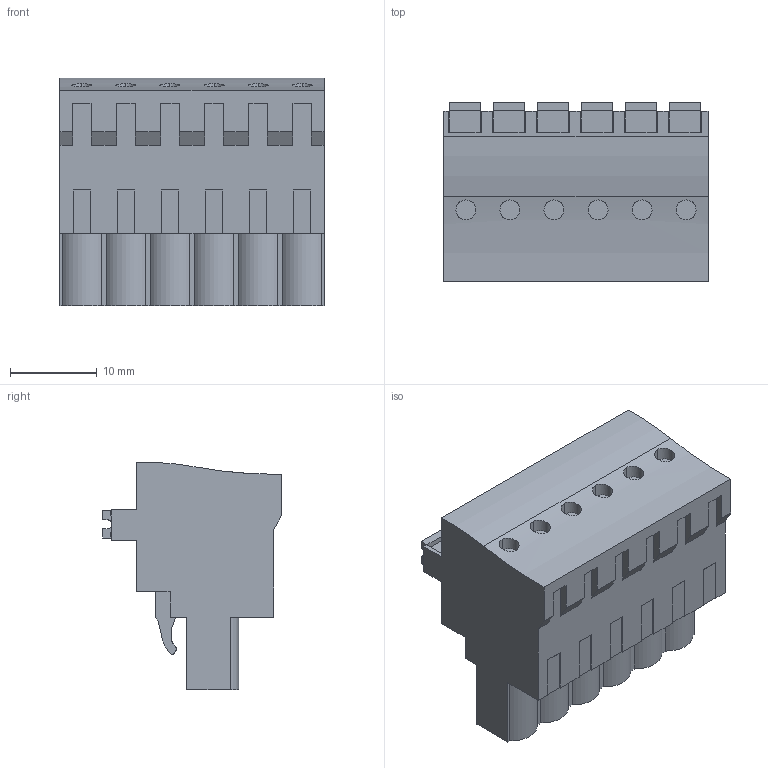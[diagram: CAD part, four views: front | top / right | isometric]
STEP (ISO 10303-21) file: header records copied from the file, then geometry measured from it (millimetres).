
FILE_DESCRIPTION(('CATIA V5 STEP Exchange','CAx-IF Rec.Pracs.--- Model Styling and Organization---1.2---2011-12-15'),'2;1');
FILE_NAME ('D1446260_0_1001570000_1001570000.stp','2017-09-08T11:46:38+00:00',('none'),('Weidmueller'),'CATIA Version 5-6 Release 2014','CATIA V5 STEP AP214','none');
FILE_SCHEMA(('AUTOMOTIVE_DESIGN { 1 0 10303 214 1 1 1 1 }'));
Length unit declared in the file: millimetre
Products named in the file (1): 1001570000
Bounding box: 30.48 x 20.64 x 26.24 mm (x, y, z)
Volume: 9317.7 mm3; surface area: 4373.7 mm2
Topology: 7 solids, 7 shells, 419 faces, 1200 edges, 819 vertices
Faces by surface type: plane 339, cylinder 72, extrusion 8
Entity records: 12946 total; most frequent: CARTESIAN_POINT 2586, ORIENTED_EDGE 2400, DIRECTION 1683, EDGE_CURVE 1200, VECTOR 1021, LINE 1013, VERTEX_POINT 819, EDGE_LOOP 443
